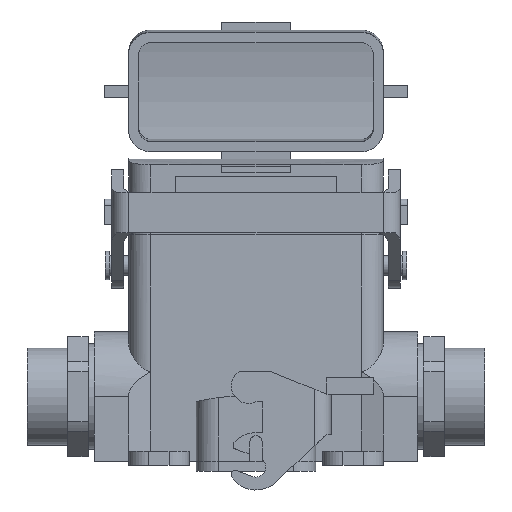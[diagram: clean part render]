
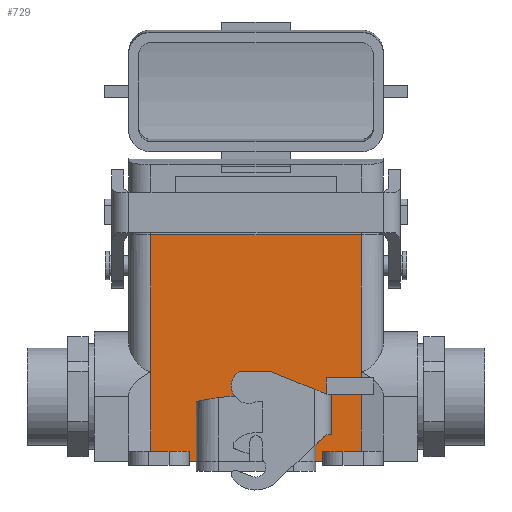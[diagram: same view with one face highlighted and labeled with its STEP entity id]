
A CAD part, front view. The second image highlights one B-rep face of the part: STEP entity #729.
In plain terms, the highlighted planar face has unit normal (0, -1, 0).
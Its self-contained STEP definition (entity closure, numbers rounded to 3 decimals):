
#729 = ADVANCED_FACE( '', ( #1555 ), #1556, .T. );
#1555 = FACE_OUTER_BOUND( '', #2462, .T. );
#1556 = PLANE( '', #2463 );
#2462 = EDGE_LOOP( '', ( #4551, #4552, #4553, #4554, #4555, #4556, #4557, #4558, #4559, #4560 ) );
#2463 = AXIS2_PLACEMENT_3D( '', #4561, #4562, #4563 );
#4551 = ORIENTED_EDGE( '', *, *, #5722, .T. );
#4552 = ORIENTED_EDGE( '', *, *, #6041, .F. );
#4553 = ORIENTED_EDGE( '', *, *, #5810, .T. );
#4554 = ORIENTED_EDGE( '', *, *, #6042, .F. );
#4555 = ORIENTED_EDGE( '', *, *, #5943, .F. );
#4556 = ORIENTED_EDGE( '', *, *, #5778, .T. );
#4557 = ORIENTED_EDGE( '', *, *, #5475, .F. );
#4558 = ORIENTED_EDGE( '', *, *, #5391, .F. );
#4559 = ORIENTED_EDGE( '', *, *, #5865, .F. );
#4560 = ORIENTED_EDGE( '', *, *, #6021, .T. );
#4561 = CARTESIAN_POINT( '', ( -26., -14.75, 56. ) );
#4562 = DIRECTION( '', ( 0., -1., 0. ) );
#4563 = DIRECTION( '', ( 0., 0., 1. ) );
#5391 = EDGE_CURVE( '', #6514, #6509, #6516, .T. );
#5475 = EDGE_CURVE( '', #6509, #6658, #6659, .T. );
#5722 = EDGE_CURVE( '', #7005, #7043, #7045, .T. );
#5778 = EDGE_CURVE( '', #7122, #6658, #7123, .T. );
#5810 = EDGE_CURVE( '', #7171, #7169, #7172, .T. );
#5865 = EDGE_CURVE( '', #7246, #6514, #7248, .T. );
#5943 = EDGE_CURVE( '', #7122, #7350, #7351, .T. );
#6021 = EDGE_CURVE( '', #7246, #7005, #7443, .T. );
#6041 = EDGE_CURVE( '', #7171, #7043, #7466, .T. );
#6042 = EDGE_CURVE( '', #7350, #7169, #7467, .T. );
#6509 = VERTEX_POINT( '', #8162 );
#6514 = VERTEX_POINT( '', #8189 );
#6516 = LINE( '', #8191, #8192 );
#6658 = VERTEX_POINT( '', #8430 );
#6659 = LINE( '', #8431, #8432 );
#7005 = VERTEX_POINT( '', #8944 );
#7043 = VERTEX_POINT( '', #9012 );
#7045 = LINE( '', #9015, #9016 );
#7122 = VERTEX_POINT( '', #9176 );
#7123 = LINE( '', #9177, #9178 );
#7169 = VERTEX_POINT( '', #9242 );
#7171 = VERTEX_POINT( '', #9245 );
#7172 = LINE( '', #9246, #9247 );
#7246 = VERTEX_POINT( '', #9384 );
#7248 = LINE( '', #9386, #9387 );
#7350 = VERTEX_POINT( '', #9527 );
#7351 = LINE( '', #9528, #9529 );
#7443 = LINE( '', #9695, #9696 );
#7466 = LINE( '', #9728, #9729 );
#7467 = LINE( '', #9730, #9731 );
#8162 = CARTESIAN_POINT( '', ( 26., -14.75, 22.2 ) );
#8189 = CARTESIAN_POINT( '', ( 26., -14.75, 56. ) );
#8191 = CARTESIAN_POINT( '', ( 26., -14.75, 56. ) );
#8192 = VECTOR( '', #10118, 1000. );
#8430 = CARTESIAN_POINT( '', ( 26., -14.75, 2.5 ) );
#8431 = CARTESIAN_POINT( '', ( 26., -14.75, 70.654 ) );
#8432 = VECTOR( '', #10214, 1000. );
#8944 = CARTESIAN_POINT( '', ( -26., -14.75, 22.2 ) );
#9012 = CARTESIAN_POINT( '', ( -26., -14.75, 2.5 ) );
#9015 = CARTESIAN_POINT( '', ( -26., -14.75, 70.654 ) );
#9016 = VECTOR( '', #10546, 1000. );
#9176 = CARTESIAN_POINT( '', ( 16.5, -14.75, 2.5 ) );
#9177 = CARTESIAN_POINT( '', ( 26., -14.75, 2.5 ) );
#9178 = VECTOR( '', #10610, 1000. );
#9242 = CARTESIAN_POINT( '', ( -16.5, -14.75, 0. ) );
#9245 = CARTESIAN_POINT( '', ( -16.5, -14.75, 2.5 ) );
#9246 = CARTESIAN_POINT( '', ( -16.5, -14.75, 56. ) );
#9247 = VECTOR( '', #10645, 1000. );
#9384 = CARTESIAN_POINT( '', ( -26., -14.75, 56. ) );
#9386 = CARTESIAN_POINT( '', ( -26., -14.75, 56. ) );
#9387 = VECTOR( '', #10711, 1000. );
#9527 = CARTESIAN_POINT( '', ( 16.5, -14.75, 0. ) );
#9528 = CARTESIAN_POINT( '', ( 16.5, -14.75, 56. ) );
#9529 = VECTOR( '', #10798, 1000. );
#9695 = CARTESIAN_POINT( '', ( -26., -14.75, 56. ) );
#9696 = VECTOR( '', #10866, 1000. );
#9728 = CARTESIAN_POINT( '', ( -26., -14.75, 2.5 ) );
#9729 = VECTOR( '', #10882, 1000. );
#9730 = CARTESIAN_POINT( '', ( 0., -14.75, 0. ) );
#9731 = VECTOR( '', #10883, 1000. );
#10118 = DIRECTION( '', ( 0., 0., -1. ) );
#10214 = DIRECTION( '', ( 0., 0., -1. ) );
#10546 = DIRECTION( '', ( 0., 0., -1. ) );
#10610 = DIRECTION( '', ( 1., 0., 0. ) );
#10645 = DIRECTION( '', ( 0., 0., -1. ) );
#10711 = DIRECTION( '', ( 1., 0., 0. ) );
#10798 = DIRECTION( '', ( 0., 0., -1. ) );
#10866 = DIRECTION( '', ( 0., 0., -1. ) );
#10882 = DIRECTION( '', ( -1., 0., 0. ) );
#10883 = DIRECTION( '', ( -1., 0., 0. ) );
